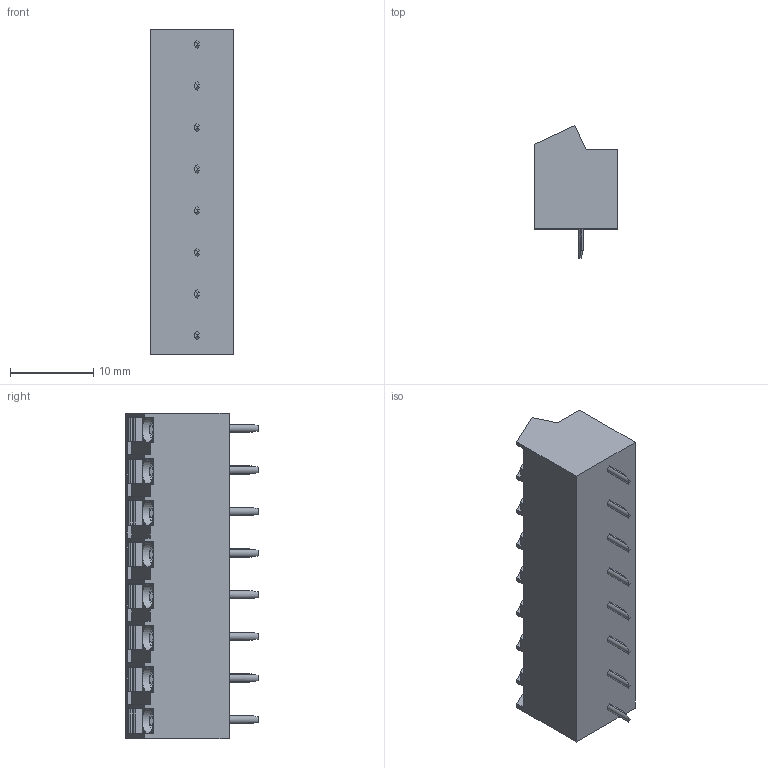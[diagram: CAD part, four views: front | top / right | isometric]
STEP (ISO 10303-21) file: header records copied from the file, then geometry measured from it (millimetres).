
FILE_DESCRIPTION((''),'2;1');
FILE_NAME('PRT0007','2024-09-25T',('sj'),(''),'PRO/ENGINEER BY PARAMETRIC TECHNOLOGY CORPORATION, 2013240','PRO/ENGINEER BY PARAMETRIC TECHNOLOGY CORPORATION, 2013240','');
FILE_SCHEMA(('AUTOMOTIVE_DESIGN_CC2 { 1 2 10303 214 -1 1 5 2 }'));
Length unit declared in the file: millimetre
Products named in the file (1): PRT0007
Bounding box: 10 x 15.9 x 39.1 mm (x, y, z)
Volume: 3907.9 mm3; surface area: 2381.3 mm2
Topology: 1 solids, 1 shells, 366 faces, 972 edges, 632 vertices
Faces by surface type: plane 254, cylinder 80, cone 32
Entity records: 11461 total; most frequent: CARTESIAN_POINT 2383, ORIENTED_EDGE 1944, DIRECTION 1776, EDGE_CURVE 972, VECTOR 708, LINE 708, VERTEX_POINT 632, AXIS2_PLACEMENT_3D 534
